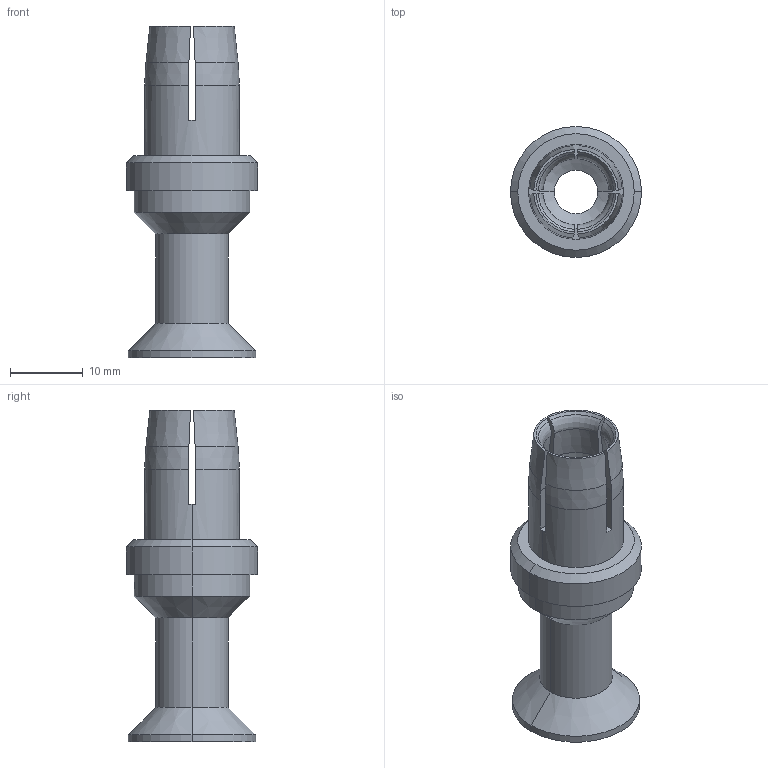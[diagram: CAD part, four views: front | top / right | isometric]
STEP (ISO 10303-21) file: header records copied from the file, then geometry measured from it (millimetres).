
FILE_DESCRIPTION((''),'2;1');
FILE_NAME('CHSF200-25','2017-05-19T',('tl.yang'),(''),'PRO/ENGINEER BY PARAMETRIC TECHNOLOGY CORPORATION, 2011500','PRO/ENGINEER BY PARAMETRIC TECHNOLOGY CORPORATION, 2011500','');
FILE_SCHEMA(('CONFIG_CONTROL_DESIGN'));
Length unit declared in the file: millimetre
Products named in the file (1): CHSF200-25
Bounding box: 18 x 18 x 45.6 mm (x, y, z)
Volume: 3666.7 mm3; surface area: 3617.7 mm2
Topology: 1 solids, 1 shells, 77 faces, 208 edges, 131 vertices
Faces by surface type: plane 27, cone 24, cylinder 18, revolution 4, torus 4
Entity records: 2648 total; most frequent: CARTESIAN_POINT 751, ORIENTED_EDGE 408, DIRECTION 366, EDGE_CURVE 204, AXIS2_PLACEMENT_3D 146, VERTEX_POINT 129, EDGE_LOOP 81, FACE_OUTER_BOUND 77
